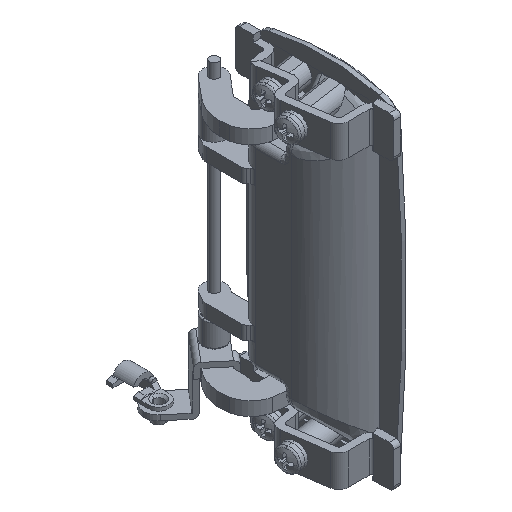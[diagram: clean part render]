
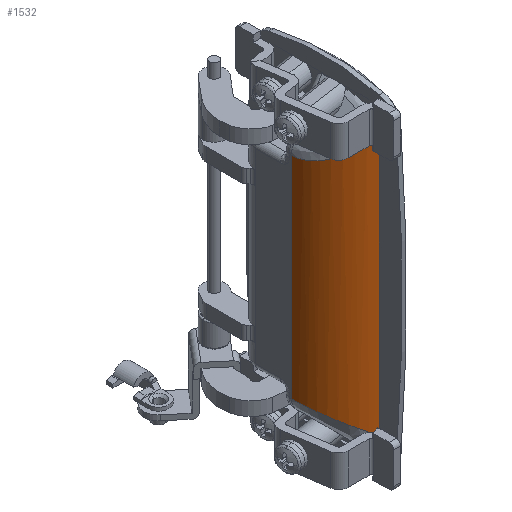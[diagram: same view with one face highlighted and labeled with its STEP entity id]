
A CAD part, isometric view. The second image highlights one B-rep face of the part: STEP entity #1532.
In plain terms, the highlighted cylindrical face has radius 22 mm (diameter 44 mm), a partial arc.
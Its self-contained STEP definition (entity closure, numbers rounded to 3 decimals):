
#502 = VECTOR ( 'NONE', #15176, 1000. ) ;
#660 = EDGE_CURVE ( 'NONE', #12405, #13976, #12449, .T. ) ;
#1532 = ADVANCED_FACE ( 'NONE', ( #3178 ), #13475, .T. ) ;
#1689 = CARTESIAN_POINT ( 'NONE',  ( 0.179, -23.621, 58.347 ) ) ;
#1791 = EDGE_LOOP ( 'NONE', ( #9387, #1803, #15356, #18518, #4558, #13470 ) ) ;
#1803 = ORIENTED_EDGE ( 'NONE', *, *, #660, .T. ) ;
#2305 = B_SPLINE_CURVE_WITH_KNOTS ( 'NONE', 3,
 ( #8954, #1689, #17708, #13518 ),
 .UNSPECIFIED., .F., .F.,
 ( 4, 4 ),
 ( 0., 0. ),
 .UNSPECIFIED. ) ;
#2322 = VECTOR ( 'NONE', #5047, 1000. ) ;
#2515 = VERTEX_POINT ( 'NONE', #17535 ) ;
#3178 = FACE_OUTER_BOUND ( 'NONE', #1791, .T. ) ;
#3305 = CARTESIAN_POINT ( 'NONE',  ( 0.268, -23.602, -58.349 ) ) ;
#3356 = EDGE_CURVE ( 'NONE', #13976, #18560, #9066, .T. ) ;
#4126 = CARTESIAN_POINT ( 'NONE',  ( 0.09, -23.641, -58.344 ) ) ;
#4558 = ORIENTED_EDGE ( 'NONE', *, *, #5826, .T. ) ;
#4805 = CARTESIAN_POINT ( 'NONE',  ( 17.5, -2.125, -46.601 ) ) ;
#4869 = DIRECTION ( 'NONE',  ( 0., 0., -1. ) ) ;
#5047 = DIRECTION ( 'NONE',  ( 0., 0., -1. ) ) ;
#5723 = EDGE_CURVE ( 'NONE', #14808, #16721, #2305, .T. ) ;
#5826 = EDGE_CURVE ( 'NONE', #2515, #14808, #16738, .T. ) ;
#6025 = LINE ( 'NONE', #14046, #2322 ) ;
#6450 = CARTESIAN_POINT ( 'NONE',  ( 17.5, -2.125, 46.601 ) ) ;
#7241 = CARTESIAN_POINT ( 'NONE',  ( 0., -23.659, 58.342 ) ) ;
#7811 = CARTESIAN_POINT ( 'NONE',  ( 17.5, -2.125, 67.3 ) ) ;
#8954 = CARTESIAN_POINT ( 'NONE',  ( 0.268, -23.602, 58.349 ) ) ;
#9066 =( BOUNDED_CURVE ( )  B_SPLINE_CURVE ( 3, ( #3305, #13542, #10800, #4805 ),
 .UNSPECIFIED., .F., .F. ) 
 B_SPLINE_CURVE_WITH_KNOTS ( ( 4, 4 ),
 ( 1.789, 3.142 ),
 .UNSPECIFIED. ) 
 CURVE ( )  GEOMETRIC_REPRESENTATION_ITEM ( )  RATIONAL_B_SPLINE_CURVE ( ( 1., 0.853, 0.853, 1. ) ) 
 REPRESENTATION_ITEM ( '' )  );
#9152 = CARTESIAN_POINT ( 'NONE',  ( 0.268, -23.602, -58.349 ) ) ;
#9163 = CARTESIAN_POINT ( 'NONE',  ( -4.5, -2.125, 67.3 ) ) ;
#9262 = CARTESIAN_POINT ( 'NONE',  ( 10.769, -21.27, 51.19 ) ) ;
#9387 = ORIENTED_EDGE ( 'NONE', *, *, #17506, .T. ) ;
#10082 = CARTESIAN_POINT ( 'NONE',  ( 0.268, -23.602, -58.349 ) ) ;
#10616 = DIRECTION ( 'NONE',  ( -1., 0., 0. ) ) ;
#10800 = CARTESIAN_POINT ( 'NONE',  ( 17.5, -12.881, -46.601 ) ) ;
#12104 = CARTESIAN_POINT ( 'NONE',  ( 0.268, -23.602, 58.349 ) ) ;
#12405 = VERTEX_POINT ( 'NONE', #14231 ) ;
#12449 = B_SPLINE_CURVE_WITH_KNOTS ( 'NONE', 3,
 ( #14226, #4126, #15788, #10082 ),
 .UNSPECIFIED., .F., .F.,
 ( 4, 4 ),
 ( 0., 0. ),
 .UNSPECIFIED. ) ;
#13099 = CARTESIAN_POINT ( 'NONE',  ( 0.268, -23.602, 58.349 ) ) ;
#13160 = CARTESIAN_POINT ( 'NONE',  ( 17.5, -2.125, -46.601 ) ) ;
#13470 = ORIENTED_EDGE ( 'NONE', *, *, #5723, .T. ) ;
#13475 = CYLINDRICAL_SURFACE ( 'NONE', #18524, 22. ) ;
#13518 = CARTESIAN_POINT ( 'NONE',  ( 0., -23.659, 58.342 ) ) ;
#13542 = CARTESIAN_POINT ( 'NONE',  ( 10.769, -21.27, -51.19 ) ) ;
#13976 = VERTEX_POINT ( 'NONE', #9152 ) ;
#14046 = CARTESIAN_POINT ( 'NONE',  ( 0., -23.659, 67.3 ) ) ;
#14226 = CARTESIAN_POINT ( 'NONE',  ( 0., -23.659, -58.342 ) ) ;
#14231 = CARTESIAN_POINT ( 'NONE',  ( 0., -23.659, -58.342 ) ) ;
#14808 = VERTEX_POINT ( 'NONE', #13099 ) ;
#15176 = DIRECTION ( 'NONE',  ( 0., 0., -1. ) ) ;
#15356 = ORIENTED_EDGE ( 'NONE', *, *, #3356, .T. ) ;
#15788 = CARTESIAN_POINT ( 'NONE',  ( 0.179, -23.621, -58.347 ) ) ;
#16530 = EDGE_CURVE ( 'NONE', #2515, #18560, #18104, .T. ) ;
#16721 = VERTEX_POINT ( 'NONE', #7241 ) ;
#16738 =( BOUNDED_CURVE ( )  B_SPLINE_CURVE ( 3, ( #6450, #16756, #9262, #12104 ),
 .UNSPECIFIED., .F., .F. ) 
 B_SPLINE_CURVE_WITH_KNOTS ( ( 4, 4 ),
 ( 0., 1.352 ),
 .UNSPECIFIED. ) 
 CURVE ( )  GEOMETRIC_REPRESENTATION_ITEM ( )  RATIONAL_B_SPLINE_CURVE ( ( 1., 0.853, 0.853, 1. ) ) 
 REPRESENTATION_ITEM ( '' )  );
#16756 = CARTESIAN_POINT ( 'NONE',  ( 17.5, -12.881, 46.601 ) ) ;
#17506 = EDGE_CURVE ( 'NONE', #16721, #12405, #6025, .T. ) ;
#17535 = CARTESIAN_POINT ( 'NONE',  ( 17.5, -2.125, 46.601 ) ) ;
#17708 = CARTESIAN_POINT ( 'NONE',  ( 0.09, -23.641, 58.344 ) ) ;
#18104 = LINE ( 'NONE', #7811, #502 ) ;
#18518 = ORIENTED_EDGE ( 'NONE', *, *, #16530, .F. ) ;
#18524 = AXIS2_PLACEMENT_3D ( 'NONE', #9163, #4869, #10616 ) ;
#18560 = VERTEX_POINT ( 'NONE', #13160 ) ;
